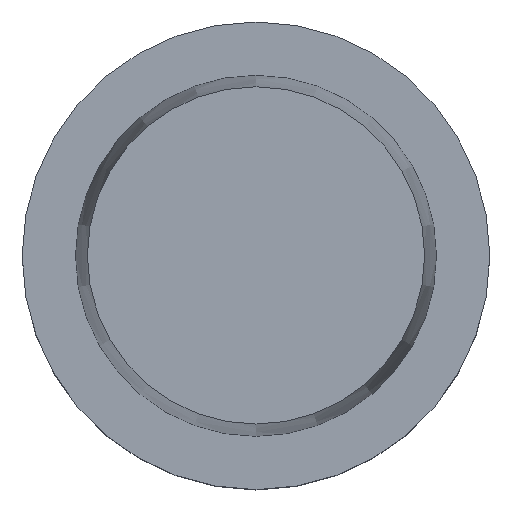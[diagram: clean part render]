
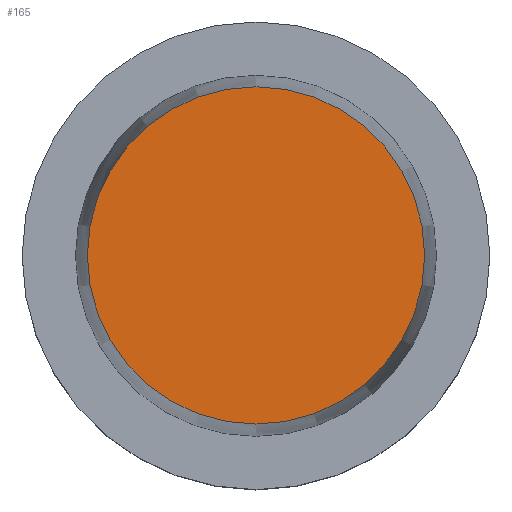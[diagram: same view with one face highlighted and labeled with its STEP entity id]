
A CAD part, top view. The second image highlights one B-rep face of the part: STEP entity #165.
In plain terms, the highlighted planar face has unit normal (0, 0, 1).
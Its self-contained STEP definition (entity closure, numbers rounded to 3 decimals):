
#162=EDGE_CURVE('Unnamed[1]',#342,#342,#343,.T.);
#165=ADVANCED_FACE('Unnamed[1]',(#346),#347,.T.);
#342=VERTEX_POINT('',#564);
#343=CIRCLE('',#565,22.715);
#346=FACE_OUTER_BOUND('',#569,.T.);
#347=PLANE('',#570);
#564=CARTESIAN_POINT('',(0.,22.715,32.0));
#565=AXIS2_PLACEMENT_3D('',#770,#771,#772);
#569=EDGE_LOOP('',(#774));
#570=AXIS2_PLACEMENT_3D('',#775,#776,#777);
#770=CARTESIAN_POINT('',(0.,0.,32.0));
#771=DIRECTION('',(0.,0.,1.0));
#772=DIRECTION('',(0.,1.0,0.));
#774=ORIENTED_EDGE('',*,*,#162,.T.);
#775=CARTESIAN_POINT('',(0.,11.358,32.0));
#776=DIRECTION('',(0.,0.,1.0));
#777=DIRECTION('',(0.,1.0,0.));
